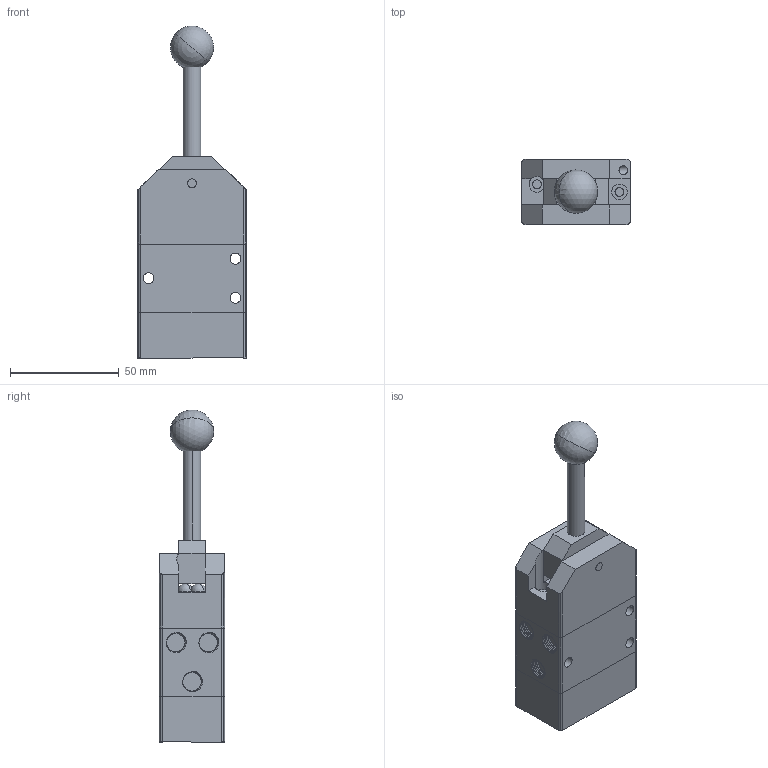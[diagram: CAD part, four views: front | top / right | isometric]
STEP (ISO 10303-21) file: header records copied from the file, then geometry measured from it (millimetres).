
FILE_DESCRIPTION((''),'2;1');
FILE_NAME('00_151_4.stp','2002-12-07T20:03:09',('Branislav Petkovic'),('AZ Pneumatica'),'AutoCAD STEP 2000i','AutoCAD 2000i','Via J. F. Kennedy, 26, 20020 Misinto (MI), ITALY');
FILE_SCHEMA(('CONFIG_CONTROL_DESIGN'));
Length unit declared in the file: millimetre
Products named in the file (10): 00_151_4; 521ML TELO; PART1; RUCKA ML; PART2; ~~PART1; KUGLA; PIPAK; OSOVINA; PART3
Assembly tree (10 placements, depth 3):
  00_151_4
    521ML TELO
      PART1
    RUCKA ML
      PART2
      ~~PART1
      KUGLA
      PIPAK  x2
      OSOVINA
      PART3
Bounding box: 50 x 30 x 152.92 mm (x, y, z)
Surface area: 33651.5 mm2 (no closed solid volume)
Topology: 0 solids, 8 shells, 260 faces, 715 edges, 471 vertices
Faces by surface type: cylinder 191, plane 51, bspline 10, sphere 6, cone 2
Entity records: 21120 total; most frequent: CARTESIAN_POINT 14792, ORIENTED_EDGE 1390, DIRECTION 1105, EDGE_CURVE 695, VERTEX_POINT 462, AXIS2_PLACEMENT_3D 419, EDGE_LOOP 285, VECTOR 267
